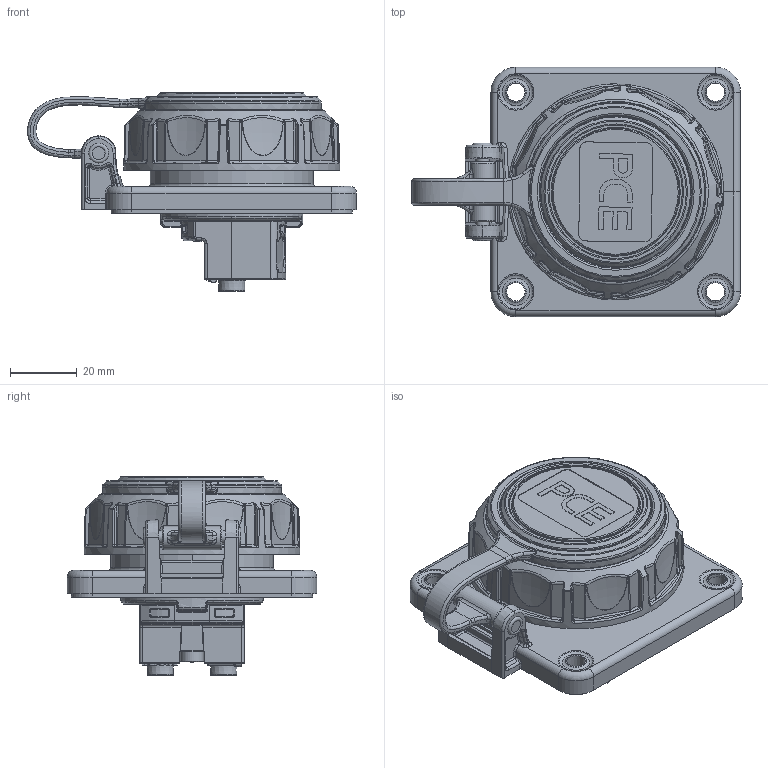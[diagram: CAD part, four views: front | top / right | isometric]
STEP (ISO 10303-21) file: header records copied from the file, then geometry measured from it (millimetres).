
FILE_DESCRIPTION (( 'STEP AP203' ), '1' );
FILE_NAME ('20351-8b.STEP', '2018-06-06T07:20:40', ( '' ), ( '' ), 'SwSTEP 2.0', 'SolidWorks 2016', '' );
FILE_SCHEMA (( 'CONFIG_CONTROL_DESIGN' ));
Products named in the file (1): 20351-8b
Bounding box: 98.87 x 75 x 59.75 mm (x, y, z)
Volume: 136140.1 mm3; surface area: 29245.9 mm2
Topology: 1 solids, 6 shells, 1467 faces, 3521 edges, 2078 vertices
Faces by surface type: bspline 480, plane 388, cylinder 322, torus 132, cone 76, sphere 69
Full cylindrical faces by diameter (mm): 3.5 x2, 4 x2, 5.5 x4, 7 x1, 7.2 x1, 38.2 x1, 40.2 x2, 42.7 x1
Entity records: 55435 total; most frequent: CARTESIAN_POINT 26204, ORIENTED_EDGE 6718, DIRECTION 5089, EDGE_CURVE 3359, VERTEX_POINT 2041, AXIS2_PLACEMENT_3D 1982, EDGE_LOOP 1616, FACE_OUTER_BOUND 1519
